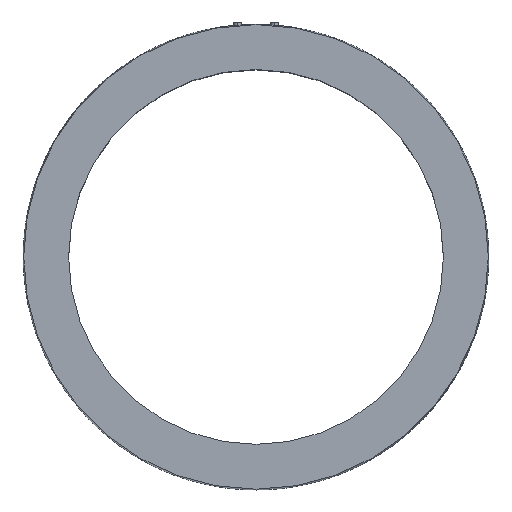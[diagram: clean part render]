
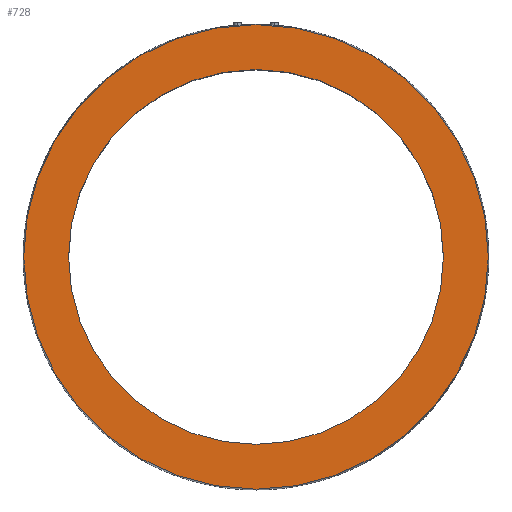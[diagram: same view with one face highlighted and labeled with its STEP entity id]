
A CAD part, top view. The second image highlights one B-rep face of the part: STEP entity #728.
In plain terms, the highlighted planar face has unit normal (0, 0, 1).
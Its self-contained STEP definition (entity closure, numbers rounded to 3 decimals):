
#7 = ORIENTED_EDGE ( 'NONE', *, *, #91, .F. ) ;
#8 = AXIS2_PLACEMENT_3D ( 'NONE', #168, #536, #1390 ) ;
#57 = EDGE_LOOP ( 'NONE', ( #7, #1069 ) ) ;
#87 = DIRECTION ( 'NONE',  ( 0., 0., 1. ) ) ;
#91 = EDGE_CURVE ( 'NONE', #791, #1078, #336, .T. ) ;
#135 = CARTESIAN_POINT ( 'NONE',  ( -355., 0., 237.5 ) ) ;
#159 = EDGE_CURVE ( 'NONE', #620, #1388, #695, .T. ) ;
#168 = CARTESIAN_POINT ( 'NONE',  ( 0., 0., 237.5 ) ) ;
#233 = AXIS2_PLACEMENT_3D ( 'NONE', #1477, #980, #1110 ) ;
#251 = DIRECTION ( 'NONE',  ( 0., 0., -1. ) ) ;
#336 = CIRCLE ( 'NONE', #1461, 355. ) ;
#360 = CARTESIAN_POINT ( 'NONE',  ( 0., 440., 237.5 ) ) ;
#369 = CARTESIAN_POINT ( 'NONE',  ( 440., 0., 237.5 ) ) ;
#471 = CIRCLE ( 'NONE', #1359, 355. ) ;
#536 = DIRECTION ( 'NONE',  ( 0., 0., 1. ) ) ;
#620 = VERTEX_POINT ( 'NONE', #369 ) ;
#661 = CARTESIAN_POINT ( 'NONE',  ( -440., 0., 237.5 ) ) ;
#695 = CIRCLE ( 'NONE', #8, 440. ) ;
#702 = EDGE_CURVE ( 'NONE', #1078, #791, #471, .T. ) ;
#726 = EDGE_CURVE ( 'NONE', #1388, #620, #1201, .T. ) ;
#728 = ADVANCED_FACE ( 'NONE', ( #1452, #882 ), #754, .F. ) ;
#744 = CARTESIAN_POINT ( 'NONE',  ( 355., 0., 237.5 ) ) ;
#754 = PLANE ( 'NONE',  #779 ) ;
#779 = AXIS2_PLACEMENT_3D ( 'NONE', #360, #251, #1208 ) ;
#781 = DIRECTION ( 'NONE',  ( 1., 0., 0. ) ) ;
#791 = VERTEX_POINT ( 'NONE', #744 ) ;
#882 = FACE_OUTER_BOUND ( 'NONE', #1102, .T. ) ;
#902 = ORIENTED_EDGE ( 'NONE', *, *, #159, .T. ) ;
#924 = ORIENTED_EDGE ( 'NONE', *, *, #726, .T. ) ;
#980 = DIRECTION ( 'NONE',  ( 0., 0., 1. ) ) ;
#1069 = ORIENTED_EDGE ( 'NONE', *, *, #702, .F. ) ;
#1078 = VERTEX_POINT ( 'NONE', #135 ) ;
#1102 = EDGE_LOOP ( 'NONE', ( #902, #924 ) ) ;
#1110 = DIRECTION ( 'NONE',  ( 1., 0., 0. ) ) ;
#1174 = CARTESIAN_POINT ( 'NONE',  ( 0., 0., 237.5 ) ) ;
#1201 = CIRCLE ( 'NONE', #233, 440. ) ;
#1208 = DIRECTION ( 'NONE',  ( -1., 0., 0. ) ) ;
#1358 = CARTESIAN_POINT ( 'NONE',  ( 0., 0., 237.5 ) ) ;
#1359 = AXIS2_PLACEMENT_3D ( 'NONE', #1174, #87, #1543 ) ;
#1388 = VERTEX_POINT ( 'NONE', #661 ) ;
#1390 = DIRECTION ( 'NONE',  ( 1., 0., 0. ) ) ;
#1452 = FACE_BOUND ( 'NONE', #57, .T. ) ;
#1461 = AXIS2_PLACEMENT_3D ( 'NONE', #1358, #1510, #781 ) ;
#1477 = CARTESIAN_POINT ( 'NONE',  ( 0., 0., 237.5 ) ) ;
#1510 = DIRECTION ( 'NONE',  ( 0., 0., 1. ) ) ;
#1543 = DIRECTION ( 'NONE',  ( 1., 0., 0. ) ) ;
